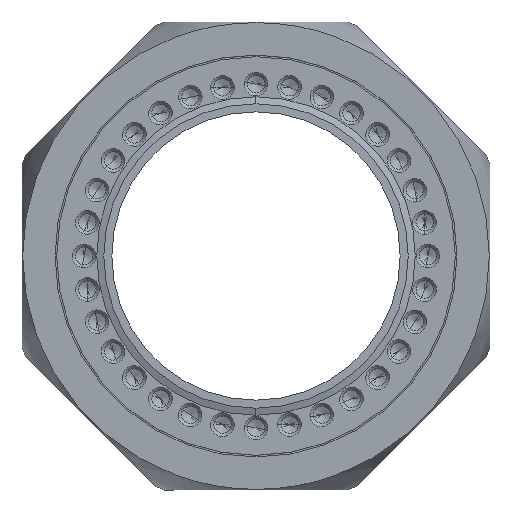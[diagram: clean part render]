
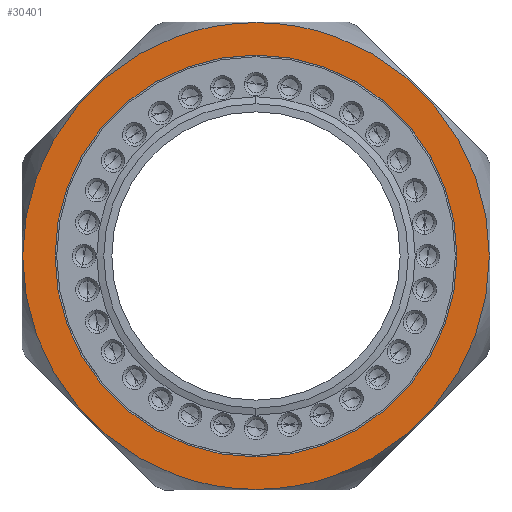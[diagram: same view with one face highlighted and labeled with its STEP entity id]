
A CAD part, left-side view. The second image highlights one B-rep face of the part: STEP entity #30401.
In plain terms, the highlighted planar face has unit normal (-1, 0, 0).
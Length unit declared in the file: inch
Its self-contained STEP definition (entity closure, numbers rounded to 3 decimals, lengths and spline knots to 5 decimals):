
#4436 = CARTESIAN_POINT ( 'NONE',  ( -1.39, 0., 2.9975 ) ) ;
#4437 = DIRECTION ( 'NONE',  ( 0., 0., -1. ) ) ;
#4438 = DIRECTION ( 'NONE',  ( 1., 0., 0. ) ) ;
#4439 = CARTESIAN_POINT ( 'NONE',  ( -1.39, 0., 0. ) ) ;
#4440 = AXIS2_PLACEMENT_3D ( 'NONE', #4439, #4438, #4437 ) ;
#4441 = CIRCLE ( 'NONE', #4440, 2.9975 ) ;
#4442 = CARTESIAN_POINT ( 'NONE',  ( -1.39, 0., -2.9975 ) ) ;
#7103 = CIRCLE ( 'NONE', #7167, 2.9975 ) ;
#7104 = DIRECTION ( 'NONE',  ( 0., 0., -1. ) ) ;
#7105 = DIRECTION ( 'NONE',  ( 1., 0., 0. ) ) ;
#7106 = CARTESIAN_POINT ( 'NONE',  ( -1.39, -2.375, 0. ) ) ;
#7107 = AXIS2_PLACEMENT_3D ( 'NONE', #7106, #7105, #7104 ) ;
#7108 = PLANE ( 'NONE',  #7107 ) ;
#7109 = FACE_OUTER_BOUND ( 'NONE', #30406, .T. ) ;
#7110 = FACE_BOUND ( 'NONE', #30402, .T. ) ;
#7164 = DIRECTION ( 'NONE',  ( 0., 0., -1. ) ) ;
#7165 = DIRECTION ( 'NONE',  ( 1., 0., 0. ) ) ;
#7166 = CARTESIAN_POINT ( 'NONE',  ( -1.39, 0., 0. ) ) ;
#7167 = AXIS2_PLACEMENT_3D ( 'NONE', #7166, #7165, #7164 ) ;
#7459 = DIRECTION ( 'NONE',  ( 0., 0., -1. ) ) ;
#7460 = DIRECTION ( 'NONE',  ( 1., 0., 0. ) ) ;
#7461 = CARTESIAN_POINT ( 'NONE',  ( -1.39, 0., 0. ) ) ;
#7462 = AXIS2_PLACEMENT_3D ( 'NONE', #7461, #7460, #7459 ) ;
#7463 = CIRCLE ( 'NONE', #7462, 3.48012 ) ;
#7970 = CARTESIAN_POINT ( 'NONE',  ( -1.39, 3.48012, 0. ) ) ;
#7971 = CARTESIAN_POINT ( 'NONE',  ( -1.39, -3.48012, 0. ) ) ;
#7972 = DIRECTION ( 'NONE',  ( 0., 0., -1. ) ) ;
#7973 = DIRECTION ( 'NONE',  ( 1., 0., 0. ) ) ;
#7974 = AXIS2_PLACEMENT_3D ( 'NONE', #8018, #7973, #7972 ) ;
#8012 = CIRCLE ( 'NONE', #7974, 3.48012 ) ;
#8018 = CARTESIAN_POINT ( 'NONE',  ( -1.39, 0., 0. ) ) ;
#29028 = VERTEX_POINT ( 'NONE', #4442 ) ;
#29030 = EDGE_CURVE ( 'NONE', #29031, #29028, #4441, .T. ) ;
#29031 = VERTEX_POINT ( 'NONE', #4436 ) ;
#29290 = EDGE_CURVE ( 'NONE', #29291, #29292, #8012, .T. ) ;
#29291 = VERTEX_POINT ( 'NONE', #7971 ) ;
#29292 = VERTEX_POINT ( 'NONE', #7970 ) ;
#30370 = ORIENTED_EDGE ( 'NONE', *, *, #30525, .F. ) ;
#30401 = ADVANCED_FACE ( 'NONE', ( #7110, #7109 ), #7108, .F. ) ;
#30402 = EDGE_LOOP ( 'NONE', ( #30403, #30404 ) ) ;
#30403 = ORIENTED_EDGE ( 'NONE', *, *, #29030, .T. ) ;
#30404 = ORIENTED_EDGE ( 'NONE', *, *, #30405, .T. ) ;
#30405 = EDGE_CURVE ( 'NONE', #29028, #29031, #7103, .T. ) ;
#30406 = EDGE_LOOP ( 'NONE', ( #30407, #30370 ) ) ;
#30407 = ORIENTED_EDGE ( 'NONE', *, *, #29290, .F. ) ;
#30525 = EDGE_CURVE ( 'NONE', #29292, #29291, #7463, .T. ) ;
